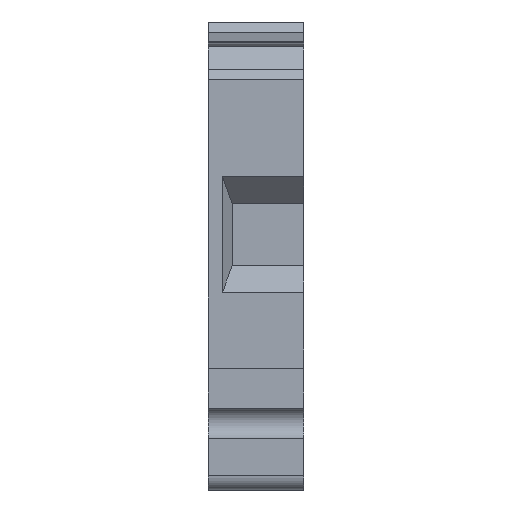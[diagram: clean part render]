
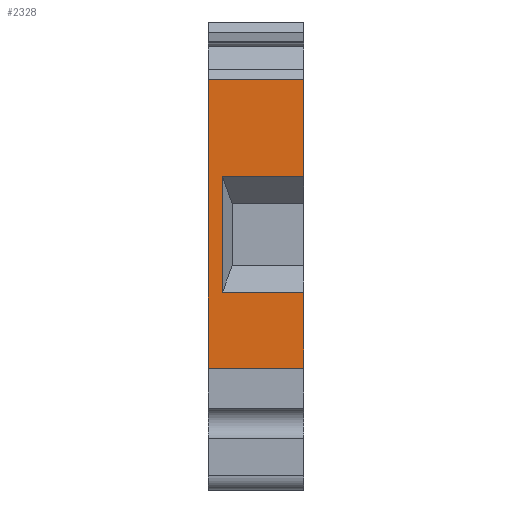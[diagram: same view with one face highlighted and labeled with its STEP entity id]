
A CAD part, left-side view. The second image highlights one B-rep face of the part: STEP entity #2328.
In plain terms, the highlighted planar face has unit normal (-1, 0, 0).
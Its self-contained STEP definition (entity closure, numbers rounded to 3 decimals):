
#343=ORIENTED_EDGE('',*,*,#744,.F.);
#344=ORIENTED_EDGE('',*,*,#745,.T.);
#345=ORIENTED_EDGE('',*,*,#725,.F.);
#346=ORIENTED_EDGE('',*,*,#746,.T.);
#347=ORIENTED_EDGE('',*,*,#637,.F.);
#348=ORIENTED_EDGE('',*,*,#743,.T.);
#349=ORIENTED_EDGE('',*,*,#680,.T.);
#350=ORIENTED_EDGE('',*,*,#747,.F.);
#351=ORIENTED_EDGE('',*,*,#642,.F.);
#637=EDGE_CURVE('',#864,#865,#1036,.T.);
#642=EDGE_CURVE('',#868,#869,#1041,.T.);
#680=EDGE_CURVE('',#901,#899,#1073,.T.);
#725=EDGE_CURVE('',#940,#941,#1110,.T.);
#743=EDGE_CURVE('',#864,#901,#1128,.T.);
#744=EDGE_CURVE('',#943,#868,#1129,.T.);
#745=EDGE_CURVE('',#943,#941,#1130,.T.);
#746=EDGE_CURVE('',#940,#865,#1131,.T.);
#747=EDGE_CURVE('',#869,#899,#1132,.T.);
#864=VERTEX_POINT('',#3133);
#865=VERTEX_POINT('',#3135);
#868=VERTEX_POINT('',#3142);
#869=VERTEX_POINT('',#3144);
#899=VERTEX_POINT('',#3215);
#901=VERTEX_POINT('',#3218);
#940=VERTEX_POINT('',#3306);
#941=VERTEX_POINT('',#3307);
#943=VERTEX_POINT('',#3341);
#1036=LINE('',#3134,#1259);
#1041=LINE('',#3143,#1264);
#1073=LINE('',#3217,#1296);
#1110=LINE('',#3305,#1333);
#1128=LINE('',#3338,#1351);
#1129=LINE('',#3340,#1352);
#1130=LINE('',#3342,#1353);
#1131=LINE('',#3343,#1354);
#1132=LINE('',#3344,#1355);
#1259=VECTOR('',#2641,1000.);
#1264=VECTOR('',#2646,1000.);
#1296=VECTOR('',#2698,1000.);
#1333=VECTOR('',#2759,1000.);
#1351=VECTOR('',#2801,1000.);
#1352=VECTOR('',#2804,1000.);
#1353=VECTOR('',#2805,1000.);
#1354=VECTOR('',#2806,1000.);
#1355=VECTOR('',#2807,1000.);
#1442=EDGE_LOOP('',(#343,#344,#345,#346,#347,#348,#349,#350,#351));
#1535=FACE_BOUND('',#1442,.T.);
#1622=PLANE('',#2444);
#2328=ADVANCED_FACE('',(#1535),#1622,.F.);
#2444=AXIS2_PLACEMENT_3D('',#3339,#2802,#2803);
#2641=DIRECTION('',(0.,0.,-1.));
#2646=DIRECTION('',(0.,0.,-1.));
#2698=DIRECTION('',(0.,0.,-1.));
#2759=DIRECTION('',(0.,0.,-1.));
#2801=DIRECTION('',(0.,1.,0.));
#2802=DIRECTION('',(1.,0.,0.));
#2803=DIRECTION('',(0.,0.,-1.));
#2804=DIRECTION('',(0.,-1.,0.));
#2805=DIRECTION('',(0.,0.,1.));
#2806=DIRECTION('',(0.,-1.,0.));
#2807=DIRECTION('',(0.,1.,0.));
#3133=CARTESIAN_POINT('',(-20.,-5.,43.));
#3134=CARTESIAN_POINT('',(-20.,-5.,43.));
#3135=CARTESIAN_POINT('',(-20.,-5.,32.8));
#3142=CARTESIAN_POINT('',(-20.,-5.,20.7));
#3143=CARTESIAN_POINT('',(-20.,-5.,43.));
#3144=CARTESIAN_POINT('',(-20.,-5.,12.75));
#3215=CARTESIAN_POINT('',(-20.,5.,12.75));
#3217=CARTESIAN_POINT('',(-20.,5.,43.));
#3218=CARTESIAN_POINT('',(-20.,5.,43.));
#3305=CARTESIAN_POINT('',(-20.,3.5,32.8));
#3306=CARTESIAN_POINT('',(-20.,3.5,32.8));
#3307=CARTESIAN_POINT('',(-20.,3.5,32.75));
#3338=CARTESIAN_POINT('',(-20.,-5.,43.));
#3339=CARTESIAN_POINT('',(-20.,-5.,43.));
#3340=CARTESIAN_POINT('',(-20.,3.5,20.7));
#3341=CARTESIAN_POINT('',(-20.,3.5,20.7));
#3342=CARTESIAN_POINT('',(-20.,3.5,20.7));
#3343=CARTESIAN_POINT('',(-20.,3.5,32.8));
#3344=CARTESIAN_POINT('',(-20.,-5.,12.75));
